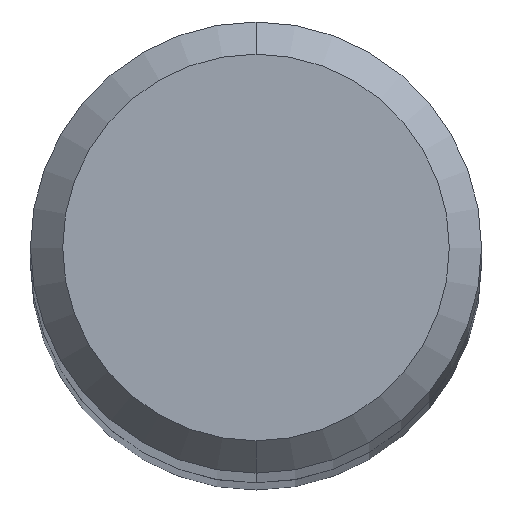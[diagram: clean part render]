
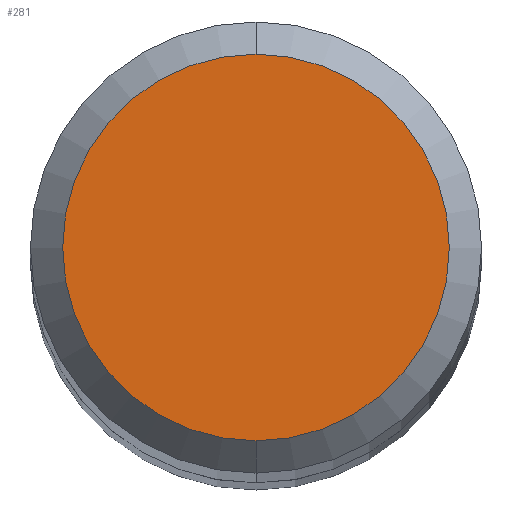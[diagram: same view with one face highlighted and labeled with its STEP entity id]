
A CAD part, top view. The second image highlights one B-rep face of the part: STEP entity #281.
In plain terms, the highlighted planar face has unit normal (0, 0, 1).
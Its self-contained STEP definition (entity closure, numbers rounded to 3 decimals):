
#197=EDGE_CURVE('',#275,#257,#474,.T.);
#257=VERTEX_POINT('',#542);
#275=VERTEX_POINT('',#561);
#281=ADVANCED_FACE('',(#567),#568,.T.);
#353=EDGE_CURVE('',#257,#275,#648,.T.);
#474=CIRCLE('',#780,1.2);
#542=CARTESIAN_POINT('',(0.0,1.2,0.0));
#561=CARTESIAN_POINT('',(0.,-1.2,0.0));
#567=FACE_OUTER_BOUND('',#1003,.T.);
#568=PLANE('',#1004);
#648=CIRCLE('',#1137,1.2);
#780=AXIS2_PLACEMENT_3D('',#1340,#1341,#1342);
#1003=EDGE_LOOP('',(#1434,#1435));
#1004=AXIS2_PLACEMENT_3D('',#1436,#1437,#1438);
#1137=AXIS2_PLACEMENT_3D('',#1533,#1534,#1535);
#1340=CARTESIAN_POINT('',(0.0,0.0,0.0));
#1341=DIRECTION('',(0.0,0.0,-1.0));
#1342=DIRECTION('',(0.0,1.0,0.0));
#1434=ORIENTED_EDGE('',*,*,#353,.F.);
#1435=ORIENTED_EDGE('',*,*,#197,.F.);
#1436=CARTESIAN_POINT('',(0.0,0.6,0.0));
#1437=DIRECTION('',(-0.0,0.0,1.0));
#1438=DIRECTION('',(0.0,-1.0,0.0));
#1533=CARTESIAN_POINT('',(0.0,0.0,0.0));
#1534=DIRECTION('',(0.0,0.0,-1.0));
#1535=DIRECTION('',(0.0,1.0,0.0));
